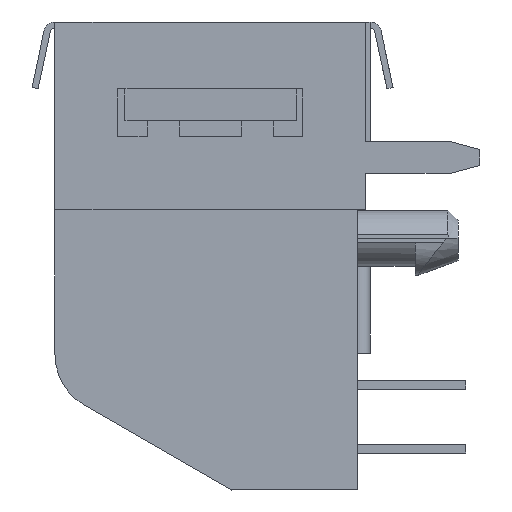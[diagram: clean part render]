
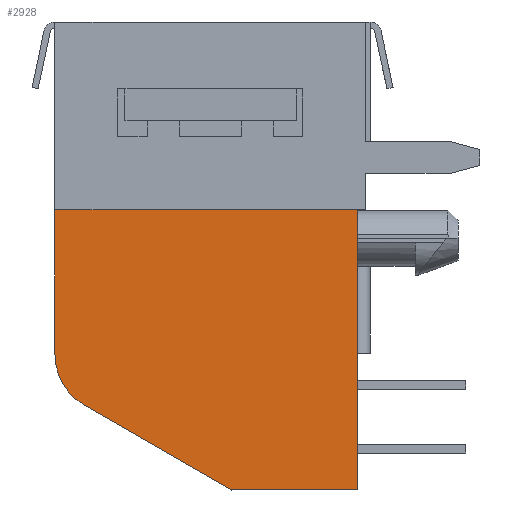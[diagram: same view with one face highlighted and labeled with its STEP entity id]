
A CAD part, left-side view. The second image highlights one B-rep face of the part: STEP entity #2928.
In plain terms, the highlighted planar face has unit normal (-1, 0, 0).
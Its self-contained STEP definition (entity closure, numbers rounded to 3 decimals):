
#343 = ORIENTED_EDGE ( 'NONE', *, *, #4387, .F. ) ;
#470 = ORIENTED_EDGE ( 'NONE', *, *, #6373, .F. ) ;
#494 = CARTESIAN_POINT ( 'NONE',  ( -7.658, -5.779, -9.334 ) ) ;
#499 = LINE ( 'NONE', #7071, #3492 ) ;
#534 = EDGE_CURVE ( 'NONE', #11475, #1655, #7933, .T. ) ;
#1032 = CARTESIAN_POINT ( 'NONE',  ( -7.658, 5.118, -15.281 ) ) ;
#1053 = LINE ( 'NONE', #494, #4292 ) ;
#1382 = ORIENTED_EDGE ( 'NONE', *, *, #1539, .F. ) ;
#1395 = AXIS2_PLACEMENT_3D ( 'NONE', #2157, #2993, #6659 ) ;
#1539 = EDGE_CURVE ( 'NONE', #4057, #3364, #499, .T. ) ;
#1655 = VERTEX_POINT ( 'NONE', #1032 ) ;
#2157 = CARTESIAN_POINT ( 'NONE',  ( -7.658, -6.538, 0.373 ) ) ;
#2685 = CARTESIAN_POINT ( 'NONE',  ( -7.658, 3.95, -13.258 ) ) ;
#2928 = ADVANCED_FACE ( 'NONE', ( #9697 ), #10255, .F. ) ;
#2993 = DIRECTION ( 'NONE',  ( 1., 0., 0. ) ) ;
#3364 = VERTEX_POINT ( 'NONE', #6168 ) ;
#3492 = VECTOR ( 'NONE', #3577, 1000. ) ;
#3577 = DIRECTION ( 'NONE',  ( 0., -1., 0. ) ) ;
#3702 = CARTESIAN_POINT ( 'NONE',  ( -7.658, -5.779, -18.669 ) ) ;
#3811 = CIRCLE ( 'NONE', #7033, 2.337 ) ;
#3855 = CARTESIAN_POINT ( 'NONE',  ( -7.658, -0.867, -18.737 ) ) ;
#3889 = DIRECTION ( 'NONE',  ( 0., 0., 1. ) ) ;
#4010 = VECTOR ( 'NONE', #3889, 1000. ) ;
#4057 = VERTEX_POINT ( 'NONE', #7003 ) ;
#4292 = VECTOR ( 'NONE', #5120, 1000. ) ;
#4387 = EDGE_CURVE ( 'NONE', #8172, #4057, #10811, .T. ) ;
#4888 = CARTESIAN_POINT ( 'NONE',  ( -7.658, 6.287, -9.334 ) ) ;
#5087 = LINE ( 'NONE', #9817, #7030 ) ;
#5120 = DIRECTION ( 'NONE',  ( 0., 0., -1. ) ) ;
#5343 = EDGE_LOOP ( 'NONE', ( #8417, #6612, #470, #6220, #1382, #343 ) ) ;
#5558 = VECTOR ( 'NONE', #10201, 1000. ) ;
#6139 = DIRECTION ( 'NONE',  ( 0., 1., 0. ) ) ;
#6168 = CARTESIAN_POINT ( 'NONE',  ( -7.658, -5.779, -7.488 ) ) ;
#6220 = ORIENTED_EDGE ( 'NONE', *, *, #9483, .F. ) ;
#6373 = EDGE_CURVE ( 'NONE', #10366, #11475, #5087, .T. ) ;
#6612 = ORIENTED_EDGE ( 'NONE', *, *, #534, .F. ) ;
#6659 = DIRECTION ( 'NONE',  ( 0., 0., -1. ) ) ;
#7003 = CARTESIAN_POINT ( 'NONE',  ( -7.658, 6.287, -7.488 ) ) ;
#7030 = VECTOR ( 'NONE', #6139, 1000. ) ;
#7033 = AXIS2_PLACEMENT_3D ( 'NONE', #2685, #8915, #9819 ) ;
#7071 = CARTESIAN_POINT ( 'NONE',  ( -7.658, 0., -7.488 ) ) ;
#7754 = EDGE_CURVE ( 'NONE', #1655, #8172, #3811, .T. ) ;
#7933 = LINE ( 'NONE', #3855, #5558 ) ;
#8172 = VERTEX_POINT ( 'NONE', #9524 ) ;
#8417 = ORIENTED_EDGE ( 'NONE', *, *, #7754, .F. ) ;
#8915 = DIRECTION ( 'NONE',  ( 1., 0., 0. ) ) ;
#9139 = CARTESIAN_POINT ( 'NONE',  ( -7.658, -0.749, -18.669 ) ) ;
#9483 = EDGE_CURVE ( 'NONE', #3364, #10366, #1053, .T. ) ;
#9524 = CARTESIAN_POINT ( 'NONE',  ( -7.658, 6.287, -13.258 ) ) ;
#9697 = FACE_OUTER_BOUND ( 'NONE', #5343, .T. ) ;
#9817 = CARTESIAN_POINT ( 'NONE',  ( -7.658, 0., -18.669 ) ) ;
#9819 = DIRECTION ( 'NONE',  ( 0., 1., 0. ) ) ;
#10201 = DIRECTION ( 'NONE',  ( 0., 0.866, 0.5 ) ) ;
#10255 = PLANE ( 'NONE',  #1395 ) ;
#10366 = VERTEX_POINT ( 'NONE', #3702 ) ;
#10811 = LINE ( 'NONE', #4888, #4010 ) ;
#11475 = VERTEX_POINT ( 'NONE', #9139 ) ;
